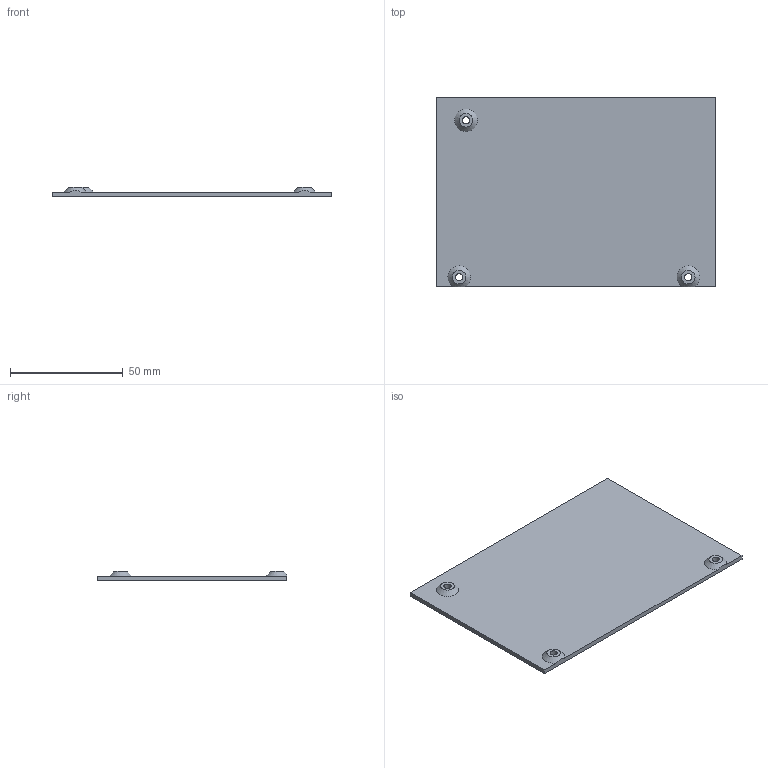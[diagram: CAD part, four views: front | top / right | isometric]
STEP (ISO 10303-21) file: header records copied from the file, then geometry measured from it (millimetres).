
FILE_DESCRIPTION(/* description */ ('KiCad electronic assembly'),/* implementation_level */ '2;1');
FILE_NAME(/* name */ 'Hackpad Bottom_.step',/* time_stamp */ '2025-12-07T13:57:42-05:00',/* author */ (''),/* organization */ (''),/* preprocessor_version */ 'ST-DEVELOPER v20.1',/* originating_system */ 'Autodesk Translation Framework v14.21.0.0',/* authorisation */ '');
FILE_SCHEMA (('AUTOMOTIVE_DESIGN { 1 0 10303 214 3 1 1 }'));
Length unit declared in the file: millimetre
Products named in the file (1): Hackpad V1 1
Bounding box: 124 x 84 x 4 mm (x, y, z)
Volume: 21009.4 mm3; surface area: 21785.4 mm2
Topology: 1 solids, 1 shells, 18 faces, 45 edges, 30 vertices
Faces by surface type: plane 9, cone 6, cylinder 3
Full cylindrical faces by diameter (mm): 3.2 x3
Entity records: 581 total; most frequent: DIRECTION 101, CARTESIAN_POINT 98, ORIENTED_EDGE 90, EDGE_CURVE 45, AXIS2_PLACEMENT_3D 39, VERTEX_POINT 30, EDGE_LOOP 25, LINE 23
